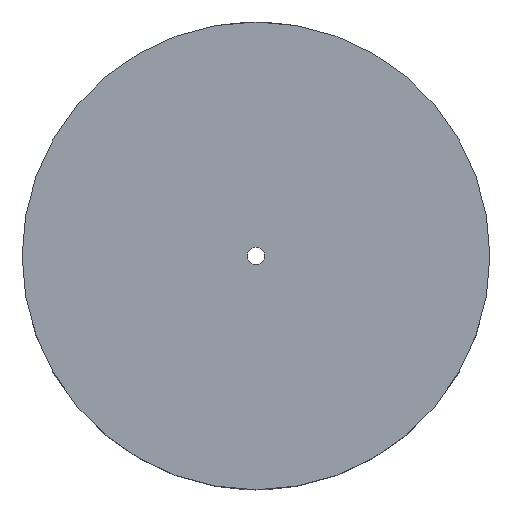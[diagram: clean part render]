
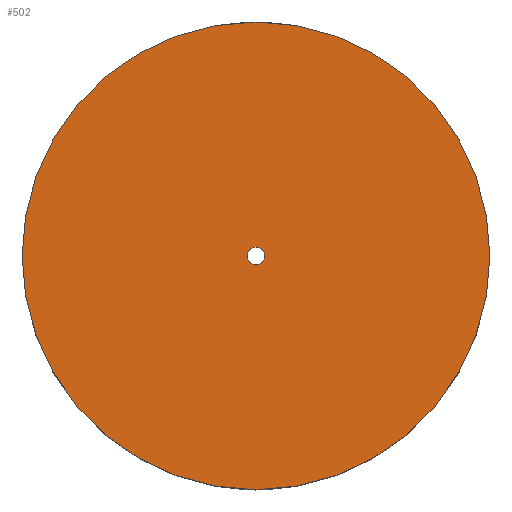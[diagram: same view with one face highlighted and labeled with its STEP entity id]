
A CAD part, top view. The second image highlights one B-rep face of the part: STEP entity #502.
In plain terms, the highlighted planar face has unit normal (0, 0, 1).
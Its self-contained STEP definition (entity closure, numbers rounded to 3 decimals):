
#21 = VERTEX_POINT ( 'NONE', #461 ) ;
#54 = CIRCLE ( 'NONE', #485, 40. ) ;
#62 = DIRECTION ( 'NONE',  ( 1., 0., 0. ) ) ;
#111 = DIRECTION ( 'NONE',  ( 1., 0., 0. ) ) ;
#121 = CARTESIAN_POINT ( 'NONE',  ( 0., 0., 28. ) ) ;
#124 = PLANE ( 'NONE',  #174 ) ;
#129 = VERTEX_POINT ( 'NONE', #742 ) ;
#145 = DIRECTION ( 'NONE',  ( 1., 0., 0. ) ) ;
#174 = AXIS2_PLACEMENT_3D ( 'NONE', #121, #648, #359 ) ;
#176 = CARTESIAN_POINT ( 'NONE',  ( 0., 0., 28. ) ) ;
#184 = ORIENTED_EDGE ( 'NONE', *, *, #548, .F. ) ;
#214 = CIRCLE ( 'NONE', #640, 40. ) ;
#219 = EDGE_LOOP ( 'NONE', ( #680, #184 ) ) ;
#242 = ORIENTED_EDGE ( 'NONE', *, *, #438, .T. ) ;
#251 = EDGE_LOOP ( 'NONE', ( #242, #533 ) ) ;
#268 = AXIS2_PLACEMENT_3D ( 'NONE', #437, #484, #145 ) ;
#336 = EDGE_CURVE ( 'NONE', #21, #718, #214, .T. ) ;
#359 = DIRECTION ( 'NONE',  ( 1., 0., 0. ) ) ;
#363 = FACE_BOUND ( 'NONE', #219, .T. ) ;
#415 = FACE_OUTER_BOUND ( 'NONE', #251, .T. ) ;
#437 = CARTESIAN_POINT ( 'NONE',  ( 0., 0., 28. ) ) ;
#438 = EDGE_CURVE ( 'NONE', #718, #21, #54, .T. ) ;
#439 = CARTESIAN_POINT ( 'NONE',  ( 0., 0., 28. ) ) ;
#461 = CARTESIAN_POINT ( 'NONE',  ( 40., 0., 28. ) ) ;
#479 = AXIS2_PLACEMENT_3D ( 'NONE', #591, #578, #62 ) ;
#480 = CARTESIAN_POINT ( 'NONE',  ( -40., 0., 28. ) ) ;
#484 = DIRECTION ( 'NONE',  ( 0., 0., 1. ) ) ;
#485 = AXIS2_PLACEMENT_3D ( 'NONE', #176, #639, #111 ) ;
#502 = ADVANCED_FACE ( 'NONE', ( #363, #415 ), #124, .T. ) ;
#533 = ORIENTED_EDGE ( 'NONE', *, *, #336, .T. ) ;
#542 = CIRCLE ( 'NONE', #268, 1.5 ) ;
#548 = EDGE_CURVE ( 'NONE', #129, #712, #600, .T. ) ;
#578 = DIRECTION ( 'NONE',  ( 0., 0., 1. ) ) ;
#591 = CARTESIAN_POINT ( 'NONE',  ( 0., 0., 28. ) ) ;
#600 = CIRCLE ( 'NONE', #479, 1.5 ) ;
#613 = DIRECTION ( 'NONE',  ( 1., 0., 0. ) ) ;
#639 = DIRECTION ( 'NONE',  ( 0., 0., 1. ) ) ;
#640 = AXIS2_PLACEMENT_3D ( 'NONE', #439, #667, #613 ) ;
#648 = DIRECTION ( 'NONE',  ( 0., 0., 1. ) ) ;
#656 = EDGE_CURVE ( 'NONE', #712, #129, #542, .T. ) ;
#667 = DIRECTION ( 'NONE',  ( 0., 0., 1. ) ) ;
#680 = ORIENTED_EDGE ( 'NONE', *, *, #656, .F. ) ;
#712 = VERTEX_POINT ( 'NONE', #726 ) ;
#718 = VERTEX_POINT ( 'NONE', #480 ) ;
#726 = CARTESIAN_POINT ( 'NONE',  ( 1.5, 0., 28. ) ) ;
#742 = CARTESIAN_POINT ( 'NONE',  ( -1.5, 0., 28. ) ) ;
